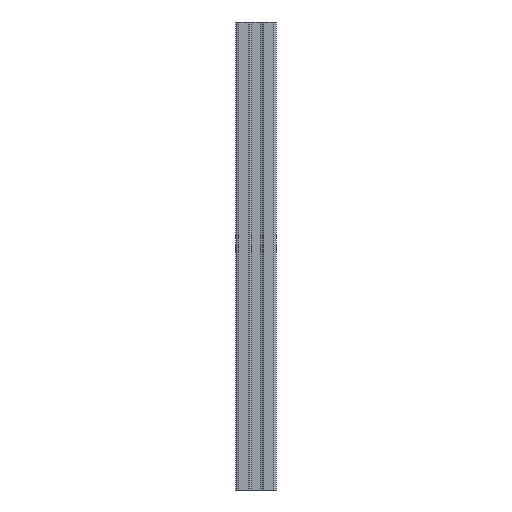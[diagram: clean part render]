
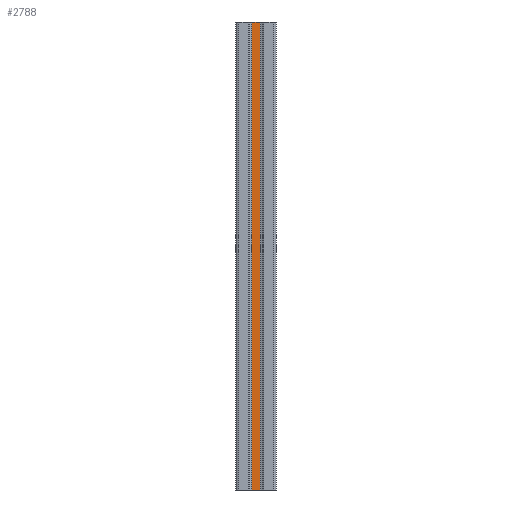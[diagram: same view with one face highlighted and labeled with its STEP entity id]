
A CAD part, front view. The second image highlights one B-rep face of the part: STEP entity #2788.
In plain terms, the highlighted planar face has unit normal (0, -1, 0).
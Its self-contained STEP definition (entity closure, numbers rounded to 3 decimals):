
#135 = ORIENTED_EDGE ( 'NONE', *, *, #2491, .T. ) ;
#253 = LINE ( 'NONE', #3307, #1886 ) ;
#389 = CARTESIAN_POINT ( 'NONE',  ( 2.218, -3.9, 0. ) ) ;
#393 = VERTEX_POINT ( 'NONE', #389 ) ;
#413 = CARTESIAN_POINT ( 'NONE',  ( -2.218, -3.9, 0. ) ) ;
#586 = DIRECTION ( 'NONE',  ( 0., 0., -1. ) ) ;
#612 = CARTESIAN_POINT ( 'NONE',  ( -2.218, -3.9, 232.5 ) ) ;
#830 = AXIS2_PLACEMENT_3D ( 'NONE', #612, #1562, #3971 ) ;
#1078 = VECTOR ( 'NONE', #1631, 1000. ) ;
#1181 = CARTESIAN_POINT ( 'NONE',  ( -2.218, -3.9, 232.5 ) ) ;
#1354 = ORIENTED_EDGE ( 'NONE', *, *, #3671, .F. ) ;
#1562 = DIRECTION ( 'NONE',  ( 0., 1., 0. ) ) ;
#1631 = DIRECTION ( 'NONE',  ( 1., 0., 0. ) ) ;
#1634 = VERTEX_POINT ( 'NONE', #3549 ) ;
#1836 = CARTESIAN_POINT ( 'NONE',  ( -2.218, -3.9, 0. ) ) ;
#1844 = VERTEX_POINT ( 'NONE', #1836 ) ;
#1872 = EDGE_CURVE ( 'NONE', #2679, #1844, #3948, .T. ) ;
#1886 = VECTOR ( 'NONE', #586, 1000. ) ;
#1944 = CARTESIAN_POINT ( 'NONE',  ( -2.218, -3.9, 232.5 ) ) ;
#2085 = VECTOR ( 'NONE', #2599, 1000. ) ;
#2112 = ORIENTED_EDGE ( 'NONE', *, *, #1872, .T. ) ;
#2119 = CARTESIAN_POINT ( 'NONE',  ( -2.218, -3.9, 232.5 ) ) ;
#2434 = DIRECTION ( 'NONE',  ( 0., 0., -1. ) ) ;
#2435 = FACE_OUTER_BOUND ( 'NONE', #3584, .T. ) ;
#2491 = EDGE_CURVE ( 'NONE', #1844, #393, #3159, .T. ) ;
#2599 = DIRECTION ( 'NONE',  ( 1., 0., 0. ) ) ;
#2679 = VERTEX_POINT ( 'NONE', #2119 ) ;
#2788 = ADVANCED_FACE ( 'NONE', ( #2435 ), #3350, .F. ) ;
#3143 = ORIENTED_EDGE ( 'NONE', *, *, #3633, .F. ) ;
#3159 = LINE ( 'NONE', #413, #1078 ) ;
#3193 = LINE ( 'NONE', #1944, #2085 ) ;
#3201 = VECTOR ( 'NONE', #2434, 1000. ) ;
#3307 = CARTESIAN_POINT ( 'NONE',  ( 2.218, -3.9, 232.5 ) ) ;
#3350 = PLANE ( 'NONE',  #830 ) ;
#3549 = CARTESIAN_POINT ( 'NONE',  ( 2.218, -3.9, 232.5 ) ) ;
#3584 = EDGE_LOOP ( 'NONE', ( #135, #1354, #3143, #2112 ) ) ;
#3633 = EDGE_CURVE ( 'NONE', #2679, #1634, #3193, .T. ) ;
#3671 = EDGE_CURVE ( 'NONE', #1634, #393, #253, .T. ) ;
#3948 = LINE ( 'NONE', #1181, #3201 ) ;
#3971 = DIRECTION ( 'NONE',  ( -1., 0., 0. ) ) ;
